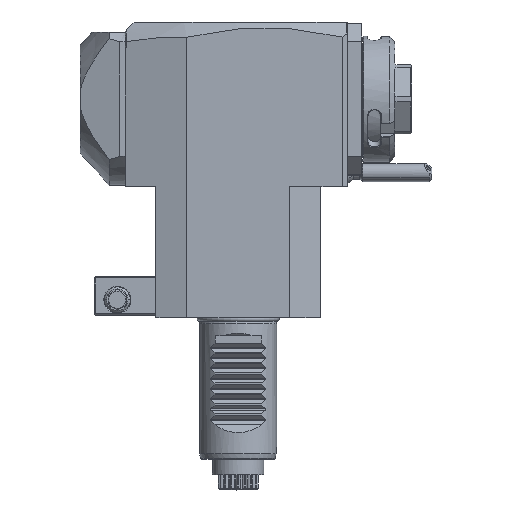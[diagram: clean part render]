
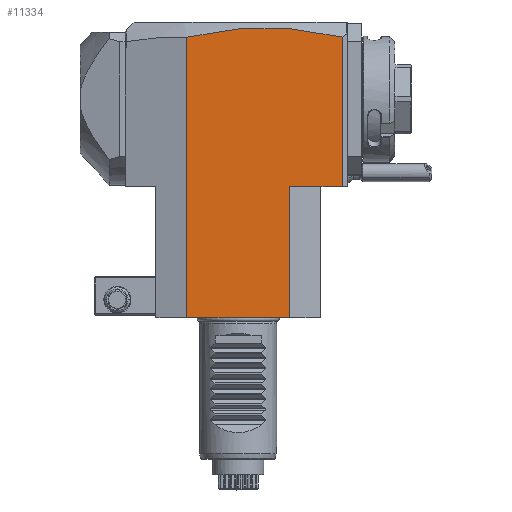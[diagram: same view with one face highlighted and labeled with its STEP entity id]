
A CAD part, top view. The second image highlights one B-rep face of the part: STEP entity #11334.
In plain terms, the highlighted planar face has unit normal (0, 0, 1).
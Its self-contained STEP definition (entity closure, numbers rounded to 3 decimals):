
#17=DIRECTION('',(-1.,0.,0.));
#18=VECTOR('',#17,40.);
#19=CARTESIAN_POINT('',(20.,0.,32.));
#20=LINE('',#19,#18);
#317=DIRECTION('',(-1.,0.,0.));
#318=VECTOR('',#317,20.5);
#319=CARTESIAN_POINT('',(40.5,51.,32.));
#320=LINE('',#319,#318);
#321=CARTESIAN_POINT('',(40.5,109.133,32.));
#322=CARTESIAN_POINT('',(35.458,110.345,32.));
#323=CARTESIAN_POINT('',(25.373,112.145,32.));
#324=CARTESIAN_POINT('',(10.247,113.032,32.));
#325=CARTESIAN_POINT('',(-4.877,112.124,32.));
#326=CARTESIAN_POINT('',(-14.959,110.311,32.));
#327=CARTESIAN_POINT('',(-20.,109.092,32.));
#333=DIRECTION('',(0.,1.,0.));
#334=VECTOR('',#333,58.133);
#335=CARTESIAN_POINT('',(40.5,51.,32.));
#336=LINE('',#335,#334);
#560=DIRECTION('',(0.,-1.,0.));
#561=VECTOR('',#560,109.092);
#562=CARTESIAN_POINT('',(-20.,109.092,32.));
#563=LINE('',#562,#561);
#5305=DIRECTION('',(0.,1.,0.));
#5306=VECTOR('',#5305,51.);
#5307=CARTESIAN_POINT('',(20.,0.,32.));
#5308=LINE('',#5307,#5306);
#10503=VERTEX_POINT('',#321);
#10504=VERTEX_POINT('',#327);
#10879=CARTESIAN_POINT('',(40.5,51.,32.));
#10880=VERTEX_POINT('',#10879);
#10893=CARTESIAN_POINT('',(20.,0.,32.));
#10894=VERTEX_POINT('',#10893);
#10895=CARTESIAN_POINT('',(-20.,0.,32.));
#10896=VERTEX_POINT('',#10895);
#11229=CARTESIAN_POINT('',(20.,51.,32.));
#11230=VERTEX_POINT('',#11229);
#11317=CARTESIAN_POINT('',(-35.103,51.,32.));
#11318=DIRECTION('',(0.,0.,1.));
#11319=DIRECTION('',(1.,0.,0.));
#11320=AXIS2_PLACEMENT_3D('',#11317,#11318,#11319);
#11321=PLANE('',#11320);
#11323=ORIENTED_EDGE('',*,*,#11322,.F.);
#11324=ORIENTED_EDGE('',*,*,#11299,.T.);
#11326=ORIENTED_EDGE('',*,*,#11325,.F.);
#11327=ORIENTED_EDGE('',*,*,#11246,.T.);
#11329=ORIENTED_EDGE('',*,*,#11328,.F.);
#11331=ORIENTED_EDGE('',*,*,#11330,.F.);
#11332=EDGE_LOOP('',(#11323,#11324,#11326,#11327,#11329,#11331));
#11333=FACE_OUTER_BOUND('',#11332,.F.);
#328=B_SPLINE_CURVE_WITH_KNOTS('',3,(#321,#322,#323,#324,#325,#326,#327),
.UNSPECIFIED.,.F.,.F.,(4,1,1,1,4),(0.,0.25,0.5,0.75,1.),
.UNSPECIFIED.);
#11246=EDGE_CURVE('',#10894,#10896,#20,.T.);
#11299=EDGE_CURVE('',#10880,#11230,#320,.T.);
#11322=EDGE_CURVE('',#10880,#10503,#336,.T.);
#11325=EDGE_CURVE('',#10894,#11230,#5308,.T.);
#11328=EDGE_CURVE('',#10504,#10896,#563,.T.);
#11330=EDGE_CURVE('',#10503,#10504,#328,.T.);
#11334=ADVANCED_FACE('',(#11333),#11321,.T.);
